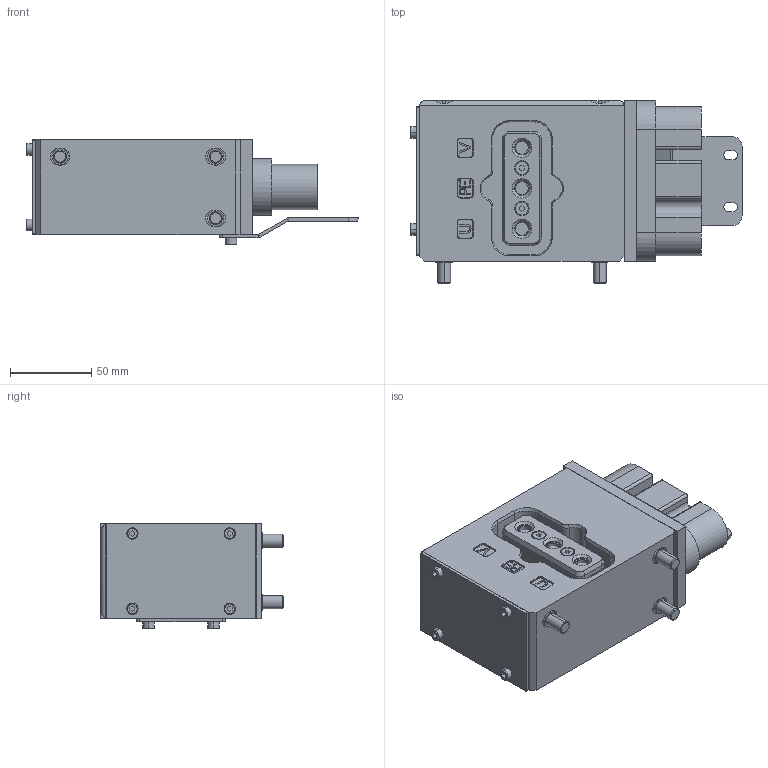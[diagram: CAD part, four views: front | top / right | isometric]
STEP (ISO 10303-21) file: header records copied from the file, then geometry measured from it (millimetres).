
FILE_DESCRIPTION (( 'STEP AP203' ), '1' );
FILE_NAME ('P6794.STEP', '2018-11-30T14:46:11', ( 'rsp' ), ( 'Hewlett-Packard Company' ), 'SwSTEP 2.0', 'SolidWorks 2017', '' );
FILE_SCHEMA (( 'CONFIG_CONTROL_DESIGN' ));
Length unit declared in the file: millimetre
Products named in the file (1): P6794
Bounding box: 204.75 x 112.5 x 64.5 mm (x, y, z)
Volume: 806369.5 mm3; surface area: 162258 mm2
Topology: 27 solids, 27 shells, 856 faces, 2089 edges, 1342 vertices
Faces by surface type: plane 398, cylinder 249, bspline 124, cone 77, torus 8
Entity records: 31226 total; most frequent: CARTESIAN_POINT 11462, ORIENTED_EDGE 4138, DIRECTION 3841, EDGE_CURVE 2069, VERTEX_POINT 1342, AXIS2_PLACEMENT_3D 1297, VECTOR 1247, LINE 1247
